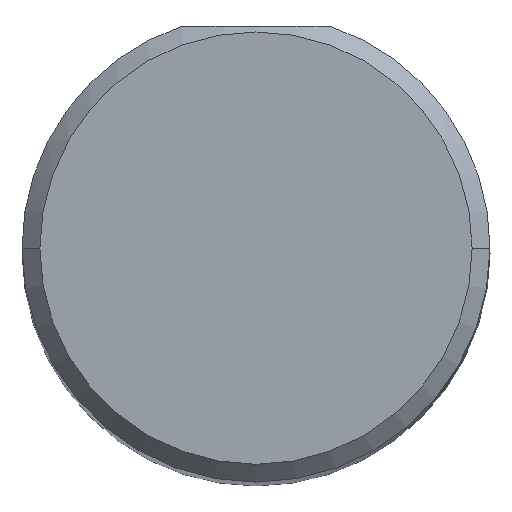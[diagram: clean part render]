
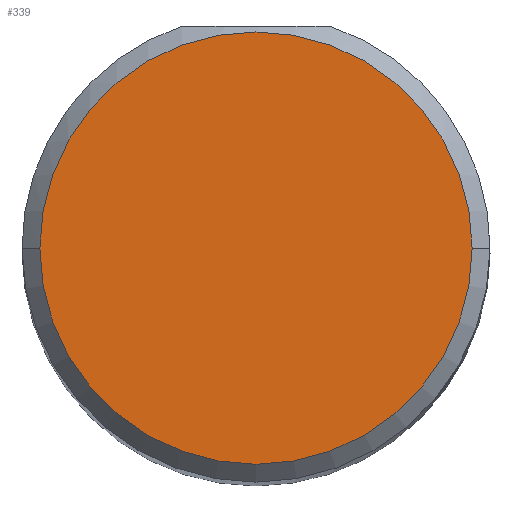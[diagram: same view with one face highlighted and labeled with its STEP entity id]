
A CAD part, top view. The second image highlights one B-rep face of the part: STEP entity #339.
In plain terms, the highlighted planar face has unit normal (0, 0, 1).
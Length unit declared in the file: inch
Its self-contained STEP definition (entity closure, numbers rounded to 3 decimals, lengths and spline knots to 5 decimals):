
#35 = CIRCLE ( 'NONE', #111, 0.18185 ) ;
#50 = DIRECTION ( 'NONE',  ( 0., 0., 1. ) ) ;
#76 = DIRECTION ( 'NONE',  ( 1., 0., 0. ) ) ;
#94 = PLANE ( 'NONE',  #253 ) ;
#109 = DIRECTION ( 'NONE',  ( 0., 0., 1. ) ) ;
#111 = AXIS2_PLACEMENT_3D ( 'NONE', #387, #109, #228 ) ;
#148 = CIRCLE ( 'NONE', #326, 0.18185 ) ;
#156 = ORIENTED_EDGE ( 'NONE', *, *, #424, .T. ) ;
#209 = EDGE_CURVE ( 'NONE', #528, #257, #148, .T. ) ;
#221 = CARTESIAN_POINT ( 'NONE',  ( 0., 0., 2.83465 ) ) ;
#228 = DIRECTION ( 'NONE',  ( 1., 0., 0. ) ) ;
#253 = AXIS2_PLACEMENT_3D ( 'NONE', #423, #50, #76 ) ;
#257 = VERTEX_POINT ( 'NONE', #379 ) ;
#259 = DIRECTION ( 'NONE',  ( 1., 0., 0. ) ) ;
#263 = ORIENTED_EDGE ( 'NONE', *, *, #209, .T. ) ;
#320 = CARTESIAN_POINT ( 'NONE',  ( 0.18185, 0., 2.83465 ) ) ;
#326 = AXIS2_PLACEMENT_3D ( 'NONE', #221, #511, #259 ) ;
#339 = ADVANCED_FACE ( 'NONE', ( #503 ), #94, .T. ) ;
#379 = CARTESIAN_POINT ( 'NONE',  ( -0.18185, 0., 2.83465 ) ) ;
#387 = CARTESIAN_POINT ( 'NONE',  ( 0., 0., 2.83465 ) ) ;
#423 = CARTESIAN_POINT ( 'NONE',  ( 0., 0., 2.83465 ) ) ;
#424 = EDGE_CURVE ( 'NONE', #257, #528, #35, .T. ) ;
#467 = EDGE_LOOP ( 'NONE', ( #156, #263 ) ) ;
#503 = FACE_OUTER_BOUND ( 'NONE', #467, .T. ) ;
#511 = DIRECTION ( 'NONE',  ( 0., 0., 1. ) ) ;
#528 = VERTEX_POINT ( 'NONE', #320 ) ;
